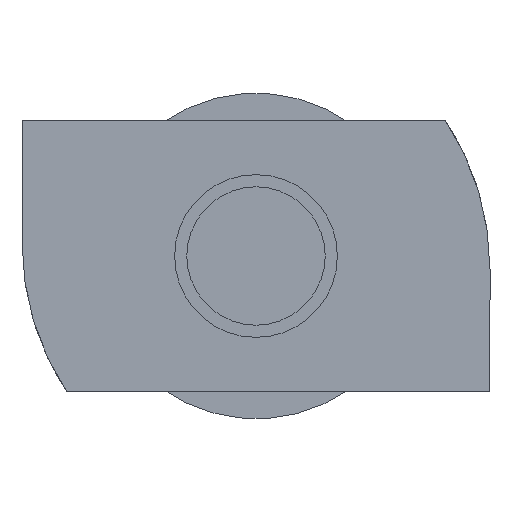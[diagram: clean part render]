
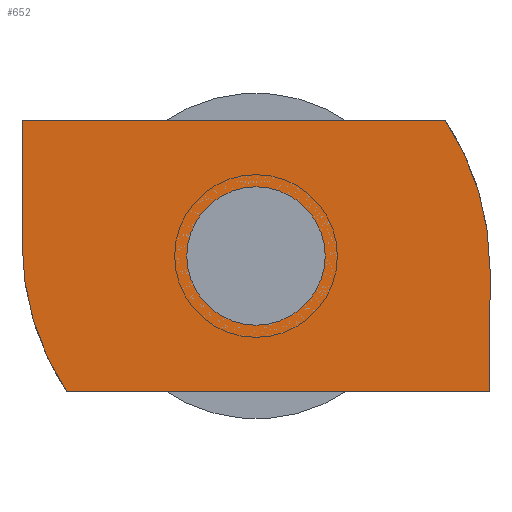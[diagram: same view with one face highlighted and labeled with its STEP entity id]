
A CAD part, front view. The second image highlights one B-rep face of the part: STEP entity #652.
In plain terms, the highlighted planar face has unit normal (0, -1, 0).
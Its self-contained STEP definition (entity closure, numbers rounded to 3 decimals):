
#23 = CIRCLE ( 'NONE', #2645, 20. ) ;
#43 = CARTESIAN_POINT ( 'NONE',  ( 0., 0., -5.1 ) ) ;
#45 = VERTEX_POINT ( 'NONE', #1835 ) ;
#50 = DIRECTION ( 'NONE',  ( 0., 0., -1. ) ) ;
#54 = CARTESIAN_POINT ( 'NONE',  ( 13.953, 0., 10. ) ) ;
#59 = CARTESIAN_POINT ( 'NONE',  ( 0., 0., 5.1 ) ) ;
#66 = CARTESIAN_POINT ( 'NONE',  ( 17.25, 0., -1. ) ) ;
#113 = DIRECTION ( 'NONE',  ( 0., 0., -1. ) ) ;
#131 = EDGE_CURVE ( 'NONE', #2524, #45, #1712, .T. ) ;
#188 = VERTEX_POINT ( 'NONE', #43 ) ;
#216 = CARTESIAN_POINT ( 'NONE',  ( -17.25, 0., 10. ) ) ;
#276 = FACE_OUTER_BOUND ( 'NONE', #1168, .T. ) ;
#277 = CIRCLE ( 'NONE', #2038, 5.1 ) ;
#286 = CARTESIAN_POINT ( 'NONE',  ( 2.75, 0., 1. ) ) ;
#294 = ORIENTED_EDGE ( 'NONE', *, *, #1238, .T. ) ;
#324 = AXIS2_PLACEMENT_3D ( 'NONE', #286, #764, #50 ) ;
#337 = DIRECTION ( 'NONE',  ( 0., 0., -1. ) ) ;
#340 = CARTESIAN_POINT ( 'NONE',  ( -17.25, 0., 1. ) ) ;
#369 = VERTEX_POINT ( 'NONE', #340 ) ;
#377 = VECTOR ( 'NONE', #1188, 1000. ) ;
#402 = EDGE_LOOP ( 'NONE', ( #2633, #294 ) ) ;
#457 = DIRECTION ( 'NONE',  ( 0., 0., 1. ) ) ;
#479 = VECTOR ( 'NONE', #337, 1000. ) ;
#560 = CARTESIAN_POINT ( 'NONE',  ( 17.25, 0., -10. ) ) ;
#616 = EDGE_CURVE ( 'NONE', #2122, #980, #1666, .T. ) ;
#652 = ADVANCED_FACE ( 'NONE', ( #276, #2516 ), #2454, .T. ) ;
#735 = CIRCLE ( 'NONE', #2146, 5.1 ) ;
#764 = DIRECTION ( 'NONE',  ( 0., 1., 0. ) ) ;
#817 = CARTESIAN_POINT ( 'NONE',  ( -17.25, 0., 10. ) ) ;
#832 = EDGE_CURVE ( 'NONE', #980, #2884, #23, .T. ) ;
#900 = CARTESIAN_POINT ( 'NONE',  ( -2.75, 0., -1. ) ) ;
#966 = ORIENTED_EDGE ( 'NONE', *, *, #1366, .F. ) ;
#980 = VERTEX_POINT ( 'NONE', #54 ) ;
#983 = EDGE_CURVE ( 'NONE', #2884, #2524, #2265, .T. ) ;
#1142 = ORIENTED_EDGE ( 'NONE', *, *, #131, .F. ) ;
#1149 = DIRECTION ( 'NONE',  ( 0., 1., 0. ) ) ;
#1168 = EDGE_LOOP ( 'NONE', ( #2177, #1314, #1200, #1558, #966, #1142 ) ) ;
#1188 = DIRECTION ( 'NONE',  ( -1., 0., 0. ) ) ;
#1200 = ORIENTED_EDGE ( 'NONE', *, *, #616, .F. ) ;
#1238 = EDGE_CURVE ( 'NONE', #188, #2893, #277, .T. ) ;
#1298 = CARTESIAN_POINT ( 'NONE',  ( 2.75, 0., 1. ) ) ;
#1314 = ORIENTED_EDGE ( 'NONE', *, *, #832, .F. ) ;
#1366 = EDGE_CURVE ( 'NONE', #45, #369, #2245, .T. ) ;
#1429 = DIRECTION ( 'NONE',  ( 0., 1., 0. ) ) ;
#1438 = EDGE_CURVE ( 'NONE', #2893, #188, #735, .T. ) ;
#1549 = CARTESIAN_POINT ( 'NONE',  ( 17.25, 0., -1. ) ) ;
#1558 = ORIENTED_EDGE ( 'NONE', *, *, #1793, .F. ) ;
#1613 = CARTESIAN_POINT ( 'NONE',  ( 0., 0., 0. ) ) ;
#1666 = LINE ( 'NONE', #216, #1791 ) ;
#1712 = LINE ( 'NONE', #2179, #377 ) ;
#1791 = VECTOR ( 'NONE', #2393, 1000. ) ;
#1793 = EDGE_CURVE ( 'NONE', #369, #2122, #3050, .T. ) ;
#1835 = CARTESIAN_POINT ( 'NONE',  ( -13.953, 0., -10. ) ) ;
#2035 = AXIS2_PLACEMENT_3D ( 'NONE', #1298, #2249, #113 ) ;
#2038 = AXIS2_PLACEMENT_3D ( 'NONE', #2206, #2641, #2671 ) ;
#2122 = VERTEX_POINT ( 'NONE', #817 ) ;
#2146 = AXIS2_PLACEMENT_3D ( 'NONE', #1613, #1429, #2869 ) ;
#2177 = ORIENTED_EDGE ( 'NONE', *, *, #983, .F. ) ;
#2179 = CARTESIAN_POINT ( 'NONE',  ( -13.953, 0., -10. ) ) ;
#2206 = CARTESIAN_POINT ( 'NONE',  ( 0., 0., 0. ) ) ;
#2245 = CIRCLE ( 'NONE', #324, 20. ) ;
#2249 = DIRECTION ( 'NONE',  ( 0., -1., 0. ) ) ;
#2265 = LINE ( 'NONE', #66, #479 ) ;
#2393 = DIRECTION ( 'NONE',  ( 1., 0., 0. ) ) ;
#2454 = PLANE ( 'NONE',  #2035 ) ;
#2516 = FACE_BOUND ( 'NONE', #402, .T. ) ;
#2524 = VERTEX_POINT ( 'NONE', #560 ) ;
#2619 = CARTESIAN_POINT ( 'NONE',  ( -17.25, 0., 10. ) ) ;
#2633 = ORIENTED_EDGE ( 'NONE', *, *, #1438, .T. ) ;
#2641 = DIRECTION ( 'NONE',  ( 0., 1., 0. ) ) ;
#2645 = AXIS2_PLACEMENT_3D ( 'NONE', #900, #1149, #2815 ) ;
#2671 = DIRECTION ( 'NONE',  ( 0., 0., 1. ) ) ;
#2746 = VECTOR ( 'NONE', #457, 1000. ) ;
#2815 = DIRECTION ( 'NONE',  ( 0., 0., -1. ) ) ;
#2869 = DIRECTION ( 'NONE',  ( 0., 0., 1. ) ) ;
#2884 = VERTEX_POINT ( 'NONE', #1549 ) ;
#2893 = VERTEX_POINT ( 'NONE', #59 ) ;
#3050 = LINE ( 'NONE', #2619, #2746 ) ;
